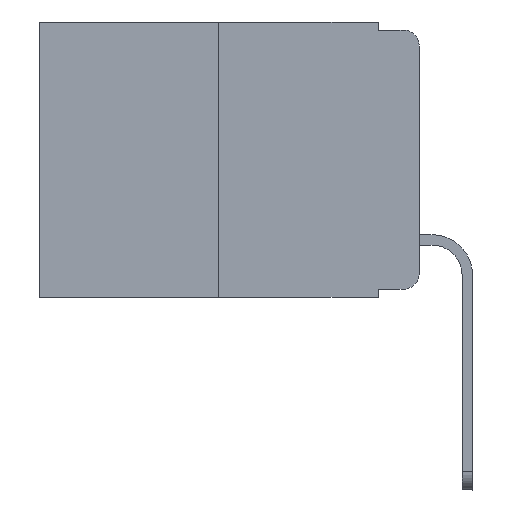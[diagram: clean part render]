
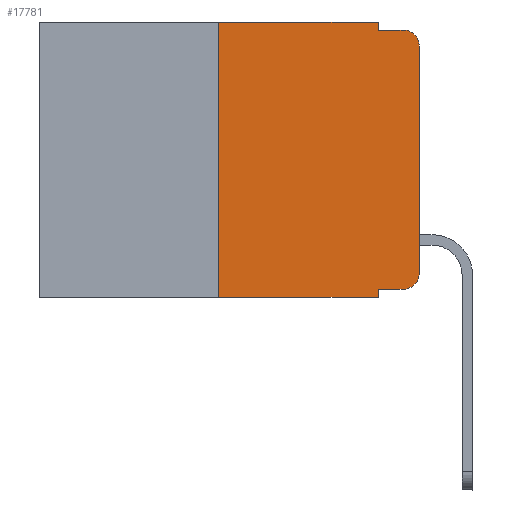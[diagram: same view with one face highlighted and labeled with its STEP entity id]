
A CAD part, left-side view. The second image highlights one B-rep face of the part: STEP entity #17781.
In plain terms, the highlighted planar face has unit normal (-1, 0, 0).
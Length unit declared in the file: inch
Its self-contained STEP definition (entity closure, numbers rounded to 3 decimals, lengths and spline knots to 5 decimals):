
#1 = DIRECTION ( 'NONE',  ( 0., 0., -1. ) ) ;
#491 = EDGE_CURVE ( 'NONE', #3124, #4950, #18590, .T. ) ;
#712 = ORIENTED_EDGE ( 'NONE', *, *, #17099, .T. ) ;
#1028 = CARTESIAN_POINT ( 'NONE',  ( 0., 0.051, 0. ) ) ;
#2115 = PLANE ( 'NONE',  #14607 ) ;
#2188 = DIRECTION ( 'NONE',  ( 0., 0., -1. ) ) ;
#2882 = DIRECTION ( 'NONE',  ( 0., -1., 0. ) ) ;
#3124 = VERTEX_POINT ( 'NONE', #4495 ) ;
#3225 = VECTOR ( 'NONE', #2882, 39.37008 ) ;
#3584 = CARTESIAN_POINT ( 'NONE',  ( 0., 0.473, 0. ) ) ;
#3682 = VECTOR ( 'NONE', #11236, 39.37008 ) ;
#3691 = DIRECTION ( 'NONE',  ( 1., 0., 0. ) ) ;
#3832 = DIRECTION ( 'NONE',  ( -1., 0., 0. ) ) ;
#3854 = ORIENTED_EDGE ( 'NONE', *, *, #9172, .F. ) ;
#3884 = DIRECTION ( 'NONE',  ( 0., 0., 1. ) ) ;
#4495 = CARTESIAN_POINT ( 'NONE',  ( 0., 0.051, 0. ) ) ;
#4678 = ORIENTED_EDGE ( 'NONE', *, *, #22921, .T. ) ;
#4743 = CARTESIAN_POINT ( 'NONE',  ( 0., 0.02, -0.313 ) ) ;
#4950 = VERTEX_POINT ( 'NONE', #6381 ) ;
#5038 = DIRECTION ( 'NONE',  ( 0., 0., 1. ) ) ;
#5221 = VERTEX_POINT ( 'NONE', #20236 ) ;
#5677 = CARTESIAN_POINT ( 'NONE',  ( 0., 0.051, 0. ) ) ;
#6381 = CARTESIAN_POINT ( 'NONE',  ( 0., 0.051, -0.01 ) ) ;
#7398 = EDGE_CURVE ( 'NONE', #8370, #13089, #19693, .T. ) ;
#7492 = CARTESIAN_POINT ( 'NONE',  ( 0., 0.051, -0.333 ) ) ;
#7763 = CARTESIAN_POINT ( 'NONE',  ( 0., 0.473, -0.343 ) ) ;
#7885 = ORIENTED_EDGE ( 'NONE', *, *, #10544, .F. ) ;
#8370 = VERTEX_POINT ( 'NONE', #7492 ) ;
#8496 = VECTOR ( 'NONE', #22906, 39.37008 ) ;
#9172 = EDGE_CURVE ( 'NONE', #12686, #3124, #15595, .T. ) ;
#9425 = FACE_OUTER_BOUND ( 'NONE', #15036, .T. ) ;
#9668 = VECTOR ( 'NONE', #3884, 39.37008 ) ;
#10532 = VECTOR ( 'NONE', #22897, 39.37008 ) ;
#10544 = EDGE_CURVE ( 'NONE', #17145, #12686, #21414, .T. ) ;
#10744 = EDGE_CURVE ( 'NONE', #19483, #5221, #19193, .T. ) ;
#11236 = DIRECTION ( 'NONE',  ( 0., -1., 0. ) ) ;
#11504 = ORIENTED_EDGE ( 'NONE', *, *, #17968, .F. ) ;
#11531 = CARTESIAN_POINT ( 'NONE',  ( 0., 0.25, 0. ) ) ;
#12171 = DIRECTION ( 'NONE',  ( 0., 0., -1. ) ) ;
#12591 = CARTESIAN_POINT ( 'NONE',  ( 0., 0.25, 0. ) ) ;
#12686 = VERTEX_POINT ( 'NONE', #11531 ) ;
#12729 = AXIS2_PLACEMENT_3D ( 'NONE', #4743, #22932, #12171 ) ;
#12942 = DIRECTION ( 'NONE',  ( 0., 0., -1. ) ) ;
#12991 = LINE ( 'NONE', #20268, #9668 ) ;
#13089 = VERTEX_POINT ( 'NONE', #15199 ) ;
#13841 = VERTEX_POINT ( 'NONE', #19209 ) ;
#13906 = ORIENTED_EDGE ( 'NONE', *, *, #21676, .T. ) ;
#14225 = VECTOR ( 'NONE', #5038, 39.37008 ) ;
#14607 = AXIS2_PLACEMENT_3D ( 'NONE', #3584, #3691, #1 ) ;
#14954 = CARTESIAN_POINT ( 'NONE',  ( 0., 0.02, -0.03 ) ) ;
#15036 = EDGE_LOOP ( 'NONE', ( #712, #4678, #11504, #20858, #3854, #7885, #13906, #18419, #20241, #17456 ) ) ;
#15199 = CARTESIAN_POINT ( 'NONE',  ( 0., 0.051, -0.343 ) ) ;
#15595 = LINE ( 'NONE', #21200, #10532 ) ;
#15608 = LINE ( 'NONE', #22777, #8496 ) ;
#15959 = AXIS2_PLACEMENT_3D ( 'NONE', #14954, #3832, #12942 ) ;
#16450 = VECTOR ( 'NONE', #2188, 39.37008 ) ;
#16930 = CARTESIAN_POINT ( 'NONE',  ( 0., 0.25, -0.343 ) ) ;
#17099 = EDGE_CURVE ( 'NONE', #5221, #23394, #12991, .T. ) ;
#17145 = VERTEX_POINT ( 'NONE', #16930 ) ;
#17456 = ORIENTED_EDGE ( 'NONE', *, *, #10744, .T. ) ;
#17781 = ADVANCED_FACE ( 'NONE', ( #9425 ), #2115, .F. ) ;
#17968 = EDGE_CURVE ( 'NONE', #4950, #13841, #15608, .T. ) ;
#18124 = CARTESIAN_POINT ( 'NONE',  ( 0., 0.02, -0.333 ) ) ;
#18419 = ORIENTED_EDGE ( 'NONE', *, *, #7398, .F. ) ;
#18447 = EDGE_CURVE ( 'NONE', #8370, #19483, #19284, .T. ) ;
#18590 = LINE ( 'NONE', #5677, #16450 ) ;
#19015 = CIRCLE ( 'NONE', #15959, 0.02 ) ;
#19193 = CIRCLE ( 'NONE', #12729, 0.02 ) ;
#19209 = CARTESIAN_POINT ( 'NONE',  ( 0., 0.02, -0.01 ) ) ;
#19284 = LINE ( 'NONE', #21297, #3225 ) ;
#19483 = VERTEX_POINT ( 'NONE', #18124 ) ;
#19693 = LINE ( 'NONE', #1028, #21343 ) ;
#20236 = CARTESIAN_POINT ( 'NONE',  ( 0., 0., -0.313 ) ) ;
#20241 = ORIENTED_EDGE ( 'NONE', *, *, #18447, .T. ) ;
#20268 = CARTESIAN_POINT ( 'NONE',  ( 0., 0., 0. ) ) ;
#20858 = ORIENTED_EDGE ( 'NONE', *, *, #491, .F. ) ;
#21200 = CARTESIAN_POINT ( 'NONE',  ( 0., 0.473, 0. ) ) ;
#21297 = CARTESIAN_POINT ( 'NONE',  ( 0., 0.051, -0.333 ) ) ;
#21343 = VECTOR ( 'NONE', #21466, 39.37008 ) ;
#21414 = LINE ( 'NONE', #12591, #14225 ) ;
#21466 = DIRECTION ( 'NONE',  ( 0., 0., -1. ) ) ;
#21676 = EDGE_CURVE ( 'NONE', #17145, #13089, #22469, .T. ) ;
#22427 = CARTESIAN_POINT ( 'NONE',  ( 0., 0., -0.03 ) ) ;
#22469 = LINE ( 'NONE', #7763, #3682 ) ;
#22777 = CARTESIAN_POINT ( 'NONE',  ( 0., 0.051, -0.01 ) ) ;
#22897 = DIRECTION ( 'NONE',  ( 0., -1., 0. ) ) ;
#22906 = DIRECTION ( 'NONE',  ( 0., -1., 0. ) ) ;
#22921 = EDGE_CURVE ( 'NONE', #23394, #13841, #19015, .T. ) ;
#22932 = DIRECTION ( 'NONE',  ( -1., 0., 0. ) ) ;
#23394 = VERTEX_POINT ( 'NONE', #22427 ) ;
